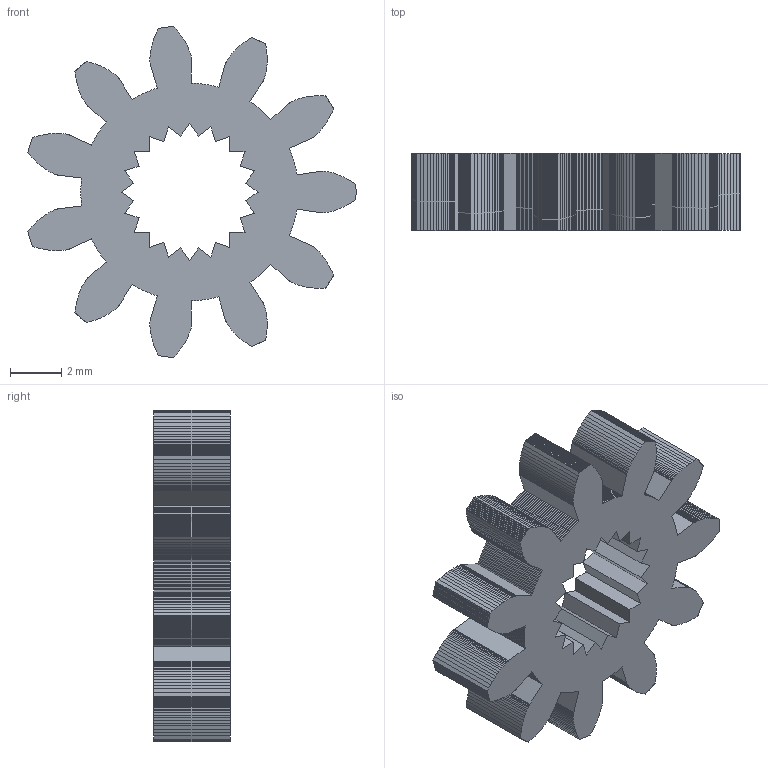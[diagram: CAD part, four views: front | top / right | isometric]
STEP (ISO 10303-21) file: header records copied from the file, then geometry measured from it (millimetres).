
FILE_DESCRIPTION (( 'STEP AP214' ), '1' );
FILE_NAME ('gear11T.STEP', '2025-08-04T02:47:05', ( '' ), ( '' ), 'SwSTEP 2.0', 'SolidWorks 2024', '' );
FILE_SCHEMA (( 'AUTOMOTIVE_DESIGN' ));
Length unit declared in the file: millimetre
Products named in the file (1): gear11T
Bounding box: 12.82 x 3 x 12.94 mm (x, y, z)
Volume: 216 mm3; surface area: 431.7 mm2
Topology: 1 solids, 1 shells, 900 faces, 2694 edges, 1796 vertices
Faces by surface type: plane 900
Entity records: 29685 total; most frequent: CARTESIAN_POINT 5391, ORIENTED_EDGE 5388, DIRECTION 4496, LINE 2694, VECTOR 2694, EDGE_CURVE 2694, VERTEX_POINT 1796, EDGE_LOOP 902
